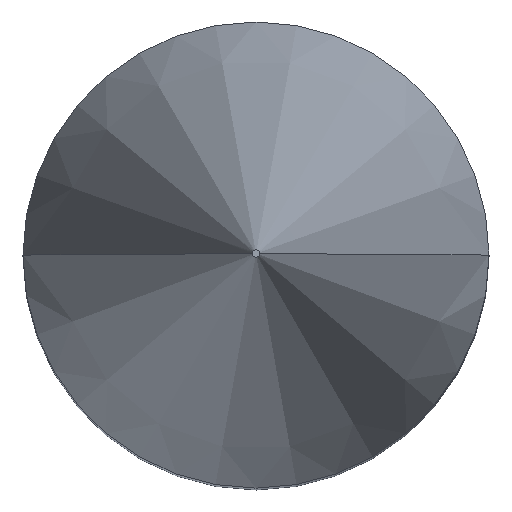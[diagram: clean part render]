
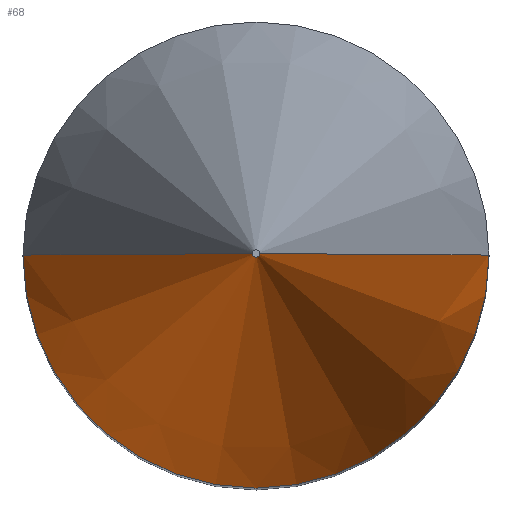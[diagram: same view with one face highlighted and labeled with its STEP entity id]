
A CAD part, top view. The second image highlights one B-rep face of the part: STEP entity #68.
In plain terms, the highlighted conical face has half-angle 15 degrees and reference radius 0.102 mm.
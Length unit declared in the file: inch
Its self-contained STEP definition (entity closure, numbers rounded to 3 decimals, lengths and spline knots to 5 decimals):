
#14 = CARTESIAN_POINT ( 'NONE',  ( -0.25, 0., 2.08192 ) ) ;
#17 = EDGE_CURVE ( 'NONE', #64, #211, #59, .T. ) ;
#24 = AXIS2_PLACEMENT_3D ( 'NONE', #219, #182, #48 ) ;
#28 = DIRECTION ( 'NONE',  ( 1., 0., 0. ) ) ;
#31 = AXIS2_PLACEMENT_3D ( 'NONE', #126, #109, #125 ) ;
#40 = VECTOR ( 'NONE', #208, 39.37008 ) ;
#46 = DIRECTION ( 'NONE',  ( -0.259, 0., -0.966 ) ) ;
#48 = DIRECTION ( 'NONE',  ( -1., 0., 0. ) ) ;
#50 = CARTESIAN_POINT ( 'NONE',  ( 0.25, 0., 2.08192 ) ) ;
#58 = CARTESIAN_POINT ( 'NONE',  ( 0.004, 0., 3. ) ) ;
#59 = CIRCLE ( 'NONE', #24, 0.25 ) ;
#60 = VECTOR ( 'NONE', #46, 39.37008 ) ;
#61 = EDGE_LOOP ( 'NONE', ( #138, #175, #118, #134 ) ) ;
#64 = VERTEX_POINT ( 'NONE', #50 ) ;
#68 = ADVANCED_FACE ( 'NONE', ( #201 ), #202, .T. ) ;
#70 = LINE ( 'NONE', #220, #60 ) ;
#82 = EDGE_CURVE ( 'NONE', #117, #211, #70, .T. ) ;
#95 = AXIS2_PLACEMENT_3D ( 'NONE', #203, #142, #28 ) ;
#109 = DIRECTION ( 'NONE',  ( 0., 0., -1. ) ) ;
#117 = VERTEX_POINT ( 'NONE', #170 ) ;
#118 = ORIENTED_EDGE ( 'NONE', *, *, #17, .F. ) ;
#125 = DIRECTION ( 'NONE',  ( -1., 0., 0. ) ) ;
#126 = CARTESIAN_POINT ( 'NONE',  ( 0., 0., 3. ) ) ;
#131 = CARTESIAN_POINT ( 'NONE',  ( 0.004, 0., 3. ) ) ;
#134 = ORIENTED_EDGE ( 'NONE', *, *, #164, .F. ) ;
#138 = ORIENTED_EDGE ( 'NONE', *, *, #237, .T. ) ;
#142 = DIRECTION ( 'NONE',  ( 0., 0., -1. ) ) ;
#164 = EDGE_CURVE ( 'NONE', #177, #64, #171, .T. ) ;
#170 = CARTESIAN_POINT ( 'NONE',  ( -0.004, 0., 3. ) ) ;
#171 = LINE ( 'NONE', #131, #40 ) ;
#175 = ORIENTED_EDGE ( 'NONE', *, *, #82, .T. ) ;
#177 = VERTEX_POINT ( 'NONE', #58 ) ;
#182 = DIRECTION ( 'NONE',  ( 0., 0., -1. ) ) ;
#201 = FACE_OUTER_BOUND ( 'NONE', #61, .T. ) ;
#202 = CONICAL_SURFACE ( 'NONE', #95, 0.004, 0.262 ) ;
#203 = CARTESIAN_POINT ( 'NONE',  ( 0., 0., 3. ) ) ;
#208 = DIRECTION ( 'NONE',  ( 0.259, 0., -0.966 ) ) ;
#211 = VERTEX_POINT ( 'NONE', #14 ) ;
#219 = CARTESIAN_POINT ( 'NONE',  ( 0., 0., 2.08192 ) ) ;
#220 = CARTESIAN_POINT ( 'NONE',  ( -0.004, 0., 3. ) ) ;
#222 = CIRCLE ( 'NONE', #31, 0.004 ) ;
#237 = EDGE_CURVE ( 'NONE', #177, #117, #222, .T. ) ;
